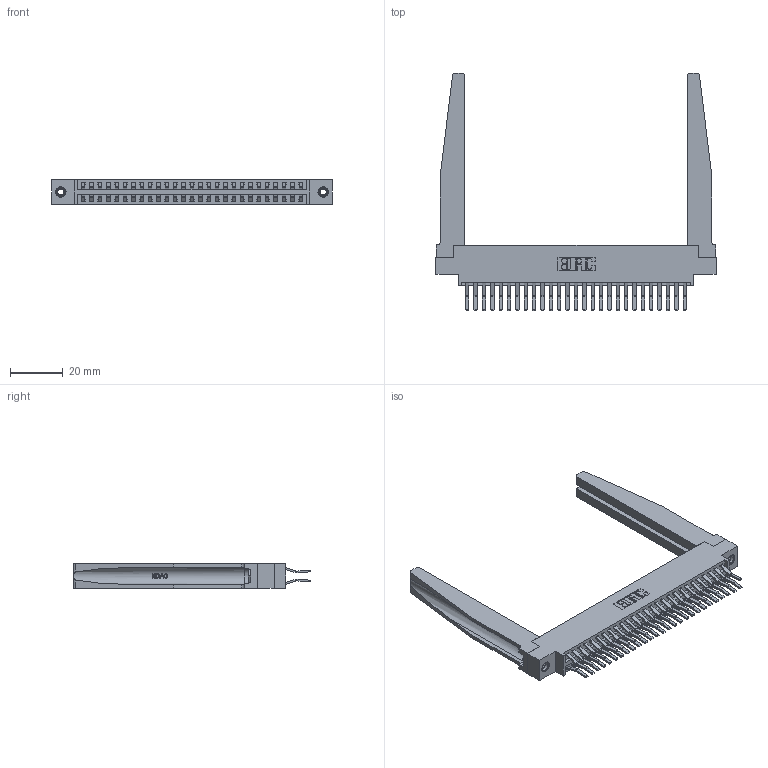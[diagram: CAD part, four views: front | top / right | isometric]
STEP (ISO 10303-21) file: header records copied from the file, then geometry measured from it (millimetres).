
FILE_DESCRIPTION (( 'STEP AP203' ), '1' );
FILE_NAME ('346-054-560-878.STEP', '2022-05-21T04:44:54', ( '' ), ( '' ), 'SwSTEP 2.0', 'SolidWorks 2020', '' );
FILE_SCHEMA (( 'CONFIG_CONTROL_DESIGN' ));
Length unit declared in the file: inch
Products named in the file (5): 345-250-001_345-250-001-102; 345-292-001_560 Tail; 346 Part_0.170 Offset - 0.156 Dia-TH; 346-054-560-878; 346-220-078_345-220-078
Assembly tree (59 placements, depth 2):
  346-054-560-878
    346 Part_0.170 Offset - 0.156 Dia-TH
    345-292-001_560 Tail  x54
    346-220-078_345-220-078  x2
    345-250-001_345-250-001-102  x2
Bounding box: 106.3 x 90.05 x 9.4 mm (x, y, z)
Volume: 17339.1 mm3; surface area: 21797.3 mm2
Topology: 59 solids, 59 shells, 3290 faces, 9679 edges, 6370 vertices
Faces by surface type: plane 2126, cylinder 1112, bspline 36, cone 12, torus 4
Entity records: 25024 total; most frequent: CARTESIAN_POINT 5089, ORIENTED_EDGE 3910, DIRECTION 3525, EDGE_CURVE 1955, LINE 1617, VECTOR 1617, VERTEX_POINT 1296, AXIS2_PLACEMENT_3D 954
